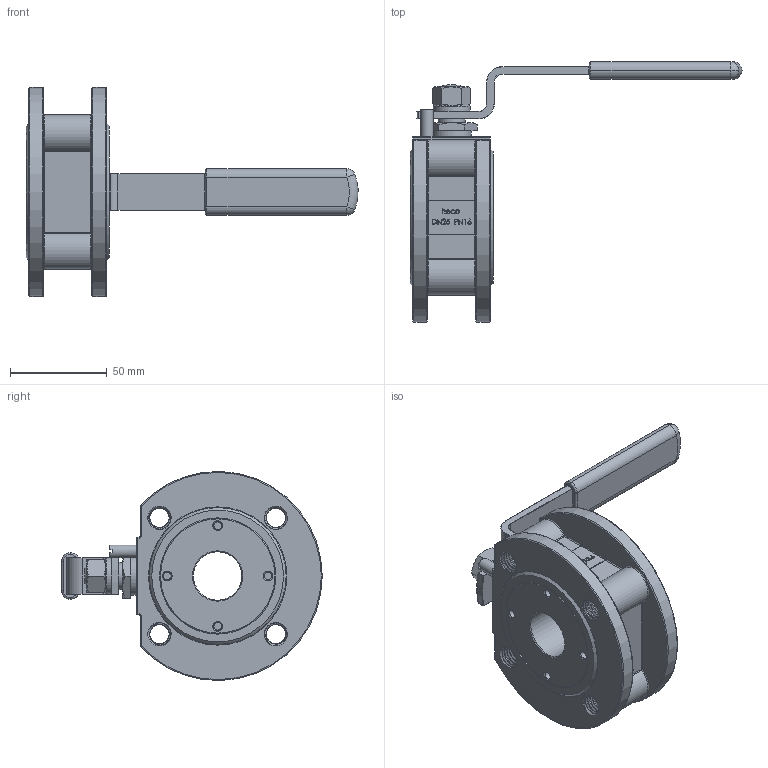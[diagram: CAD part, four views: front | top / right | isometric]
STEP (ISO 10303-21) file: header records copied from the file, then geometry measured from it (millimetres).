
FILE_DESCRIPTION (( 'STEP AP214' ), '1' );
FILE_NAME ('KK-100-000-4 Kugelhahn heco.STEP', '2014-11-10T09:28:03', ( 'test' ), ( '' ), 'SwSTEP 2.0', 'SolidWorks 2011', '' );
FILE_SCHEMA (( 'AUTOMOTIVE_DESIGN' ));
Length unit declared in the file: millimetre
Products named in the file (1): KK-100-000-4 Kugelhahn heco
Bounding box: 171.43 x 134.5 x 107.96 mm (x, y, z)
Volume: 273961.4 mm3; surface area: 59407.3 mm2
Topology: 2 solids, 3 shells, 706 faces, 1754 edges, 1083 vertices
Faces by surface type: plane 263, bspline 214, cylinder 108, torus 47, cone 44, sphere 30
Full cylindrical faces by diameter (mm): 4 x4, 4.2 x4, 6.5 x1, 10.36 x1, 14 x1, 19 x1, 20 x1, 25 x1, 60 x1
Entity records: 64410 total; most frequent: CARTESIAN_POINT 41703, ORIENTED_EDGE 3348, DIRECTION 2490, EDGE_CURVE 1674, VERTEX_POINT 1067, AXIS2_PLACEMENT_3D 833, LINE 824, VECTOR 824
